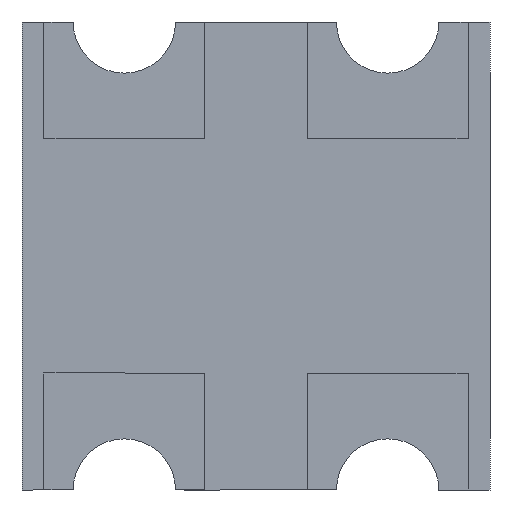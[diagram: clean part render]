
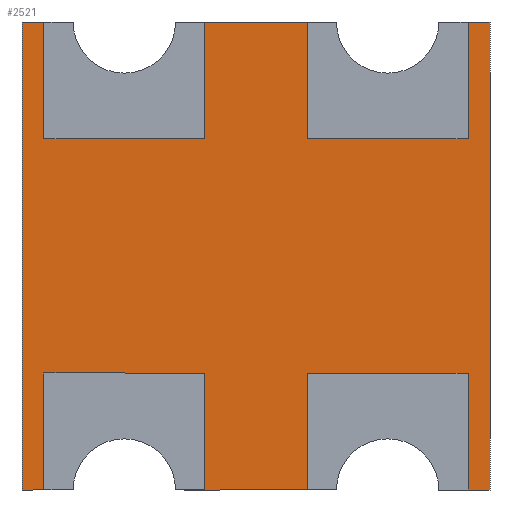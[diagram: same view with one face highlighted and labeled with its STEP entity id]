
A CAD part, front view. The second image highlights one B-rep face of the part: STEP entity #2521.
In plain terms, the highlighted planar face has unit normal (0, -1, 0).
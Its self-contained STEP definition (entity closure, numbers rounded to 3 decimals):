
#41 = CARTESIAN_POINT ( 'NONE',  ( -0.8, 0.03, 0.8 ) ) ;
#93 = DIRECTION ( 'NONE',  ( 1., 0., 0. ) ) ;
#97 = ORIENTED_EDGE ( 'NONE', *, *, #2194, .F. ) ;
#160 = DIRECTION ( 'NONE',  ( 0., -1., 0. ) ) ;
#173 = CARTESIAN_POINT ( 'NONE',  ( -0.8, 0.03, -0.8 ) ) ;
#179 = DIRECTION ( 'NONE',  ( 0., 1., 0. ) ) ;
#190 = AXIS2_PLACEMENT_3D ( 'NONE', #2835, #179, #3548 ) ;
#226 = ORIENTED_EDGE ( 'NONE', *, *, #847, .F. ) ;
#234 = LINE ( 'NONE', #3949, #1881 ) ;
#290 = CARTESIAN_POINT ( 'NONE',  ( -0.45, 0.03, 0.8 ) ) ;
#300 = CARTESIAN_POINT ( 'NONE',  ( -0.8, 0.03, 0.8 ) ) ;
#368 = EDGE_CURVE ( 'NONE', #648, #583, #1677, .T. ) ;
#375 = VERTEX_POINT ( 'NONE', #3231 ) ;
#395 = LINE ( 'NONE', #173, #4050 ) ;
#417 = LINE ( 'NONE', #2489, #4304 ) ;
#418 = EDGE_CURVE ( 'NONE', #4206, #583, #395, .T. ) ;
#431 = CARTESIAN_POINT ( 'NONE',  ( -0.245, 0.03, 0.8 ) ) ;
#511 = AXIS2_PLACEMENT_3D ( 'NONE', #2102, #2871, #986 ) ;
#557 = DIRECTION ( 'NONE',  ( 0., 0., -1. ) ) ;
#583 = VERTEX_POINT ( 'NONE', #688 ) ;
#585 = EDGE_CURVE ( 'NONE', #1092, #1699, #3349, .T. ) ;
#589 = DIRECTION ( 'NONE',  ( -1., 0., 0. ) ) ;
#605 = CARTESIAN_POINT ( 'NONE',  ( -0.655, 0.03, 0.8 ) ) ;
#648 = VERTEX_POINT ( 'NONE', #4833 ) ;
#688 = CARTESIAN_POINT ( 'NONE',  ( 0.655, 0.03, -0.8 ) ) ;
#788 = CARTESIAN_POINT ( 'NONE',  ( -0.45, 0.03, -0.8 ) ) ;
#847 = EDGE_CURVE ( 'NONE', #3679, #375, #4445, .T. ) ;
#869 = VECTOR ( 'NONE', #3618, 1000. ) ;
#875 = EDGE_CURVE ( 'NONE', #4239, #4199, #3112, .T. ) ;
#986 = DIRECTION ( 'NONE',  ( 0., 0., -1. ) ) ;
#1092 = VERTEX_POINT ( 'NONE', #431 ) ;
#1096 = CARTESIAN_POINT ( 'NONE',  ( 0.655, 0.03, 0.8 ) ) ;
#1110 = DIRECTION ( 'NONE',  ( -1., 0., 0. ) ) ;
#1139 = ORIENTED_EDGE ( 'NONE', *, *, #418, .F. ) ;
#1168 = VERTEX_POINT ( 'NONE', #1988 ) ;
#1172 = ORIENTED_EDGE ( 'NONE', *, *, #368, .T. ) ;
#1297 = CARTESIAN_POINT ( 'NONE',  ( 0.8, 0.03, 0.8 ) ) ;
#1371 = CARTESIAN_POINT ( 'NONE',  ( 0.245, 0.03, 0.8 ) ) ;
#1390 = CARTESIAN_POINT ( 'NONE',  ( -0.245, 0.03, -0.8 ) ) ;
#1562 = DIRECTION ( 'NONE',  ( 0., 0., -1. ) ) ;
#1616 = EDGE_CURVE ( 'NONE', #1092, #2117, #234, .T. ) ;
#1643 = PLANE ( 'NONE',  #1880 ) ;
#1677 = CIRCLE ( 'NONE', #511, 0.205 ) ;
#1699 = VERTEX_POINT ( 'NONE', #605 ) ;
#1719 = ORIENTED_EDGE ( 'NONE', *, *, #3447, .F. ) ;
#1724 = VECTOR ( 'NONE', #2430, 1000. ) ;
#1857 = LINE ( 'NONE', #4724, #869 ) ;
#1880 = AXIS2_PLACEMENT_3D ( 'NONE', #2423, #160, #1960 ) ;
#1881 = VECTOR ( 'NONE', #2081, 1000. ) ;
#1894 = ORIENTED_EDGE ( 'NONE', *, *, #585, .T. ) ;
#1960 = DIRECTION ( 'NONE',  ( 0., 0., -1. ) ) ;
#1983 = LINE ( 'NONE', #1297, #4578 ) ;
#1988 = CARTESIAN_POINT ( 'NONE',  ( -0.8, 0.03, -0.8 ) ) ;
#2000 = AXIS2_PLACEMENT_3D ( 'NONE', #788, #3086, #1562 ) ;
#2081 = DIRECTION ( 'NONE',  ( 1., 0., 0. ) ) ;
#2102 = CARTESIAN_POINT ( 'NONE',  ( 0.45, 0.03, -0.8 ) ) ;
#2117 = VERTEX_POINT ( 'NONE', #1371 ) ;
#2194 = EDGE_CURVE ( 'NONE', #1168, #4220, #417, .T. ) ;
#2423 = CARTESIAN_POINT ( 'NONE',  ( 0., 0.03, 0. ) ) ;
#2430 = DIRECTION ( 'NONE',  ( 1., 0., 0. ) ) ;
#2475 = ORIENTED_EDGE ( 'NONE', *, *, #3151, .F. ) ;
#2489 = CARTESIAN_POINT ( 'NONE',  ( -0.8, 0.03, 0.8 ) ) ;
#2511 = VECTOR ( 'NONE', #93, 1000. ) ;
#2521 = ADVANCED_FACE ( 'NONE', ( #3423 ), #1643, .T. ) ;
#2707 = VECTOR ( 'NONE', #1110, 1000. ) ;
#2835 = CARTESIAN_POINT ( 'NONE',  ( 0.45, 0.03, 0.8 ) ) ;
#2871 = DIRECTION ( 'NONE',  ( 0., 1., 0. ) ) ;
#2878 = LINE ( 'NONE', #3927, #1724 ) ;
#2940 = DIRECTION ( 'NONE',  ( 0., 0., 1. ) ) ;
#2948 = DIRECTION ( 'NONE',  ( 0., 1., 0. ) ) ;
#3026 = ORIENTED_EDGE ( 'NONE', *, *, #4484, .T. ) ;
#3062 = LINE ( 'NONE', #4084, #2707 ) ;
#3086 = DIRECTION ( 'NONE',  ( 0., 1., 0. ) ) ;
#3112 = CIRCLE ( 'NONE', #2000, 0.205 ) ;
#3151 = EDGE_CURVE ( 'NONE', #375, #4206, #1983, .T. ) ;
#3231 = CARTESIAN_POINT ( 'NONE',  ( 0.8, 0.03, 0.8 ) ) ;
#3322 = DIRECTION ( 'NONE',  ( 0., 0., -1. ) ) ;
#3330 = EDGE_CURVE ( 'NONE', #4239, #1168, #3062, .T. ) ;
#3349 = CIRCLE ( 'NONE', #3961, 0.205 ) ;
#3423 = FACE_OUTER_BOUND ( 'NONE', #4813, .T. ) ;
#3447 = EDGE_CURVE ( 'NONE', #648, #4199, #1857, .T. ) ;
#3548 = DIRECTION ( 'NONE',  ( 0., 0., -1. ) ) ;
#3618 = DIRECTION ( 'NONE',  ( -1., 0., 0. ) ) ;
#3679 = VERTEX_POINT ( 'NONE', #1096 ) ;
#3803 = CARTESIAN_POINT ( 'NONE',  ( -0.655, 0.03, -0.8 ) ) ;
#3852 = ORIENTED_EDGE ( 'NONE', *, *, #3926, .F. ) ;
#3926 = EDGE_CURVE ( 'NONE', #4220, #1699, #2878, .T. ) ;
#3927 = CARTESIAN_POINT ( 'NONE',  ( -0.8, 0.03, 0.8 ) ) ;
#3930 = ORIENTED_EDGE ( 'NONE', *, *, #3330, .F. ) ;
#3949 = CARTESIAN_POINT ( 'NONE',  ( -0.8, 0.03, 0.8 ) ) ;
#3961 = AXIS2_PLACEMENT_3D ( 'NONE', #290, #2948, #3322 ) ;
#4027 = ORIENTED_EDGE ( 'NONE', *, *, #1616, .F. ) ;
#4050 = VECTOR ( 'NONE', #589, 1000. ) ;
#4084 = CARTESIAN_POINT ( 'NONE',  ( -0.8, 0.03, -0.8 ) ) ;
#4096 = CARTESIAN_POINT ( 'NONE',  ( 0.8, 0.03, -0.8 ) ) ;
#4199 = VERTEX_POINT ( 'NONE', #1390 ) ;
#4206 = VERTEX_POINT ( 'NONE', #4096 ) ;
#4220 = VERTEX_POINT ( 'NONE', #300 ) ;
#4239 = VERTEX_POINT ( 'NONE', #3803 ) ;
#4304 = VECTOR ( 'NONE', #2940, 1000. ) ;
#4374 = ORIENTED_EDGE ( 'NONE', *, *, #875, .T. ) ;
#4445 = LINE ( 'NONE', #41, #2511 ) ;
#4484 = EDGE_CURVE ( 'NONE', #3679, #2117, #4736, .T. ) ;
#4578 = VECTOR ( 'NONE', #557, 1000. ) ;
#4724 = CARTESIAN_POINT ( 'NONE',  ( -0.8, 0.03, -0.8 ) ) ;
#4736 = CIRCLE ( 'NONE', #190, 0.205 ) ;
#4813 = EDGE_LOOP ( 'NONE', ( #4374, #1719, #1172, #1139, #2475, #226, #3026, #4027, #1894, #3852, #97, #3930 ) ) ;
#4833 = CARTESIAN_POINT ( 'NONE',  ( 0.245, 0.03, -0.8 ) ) ;
